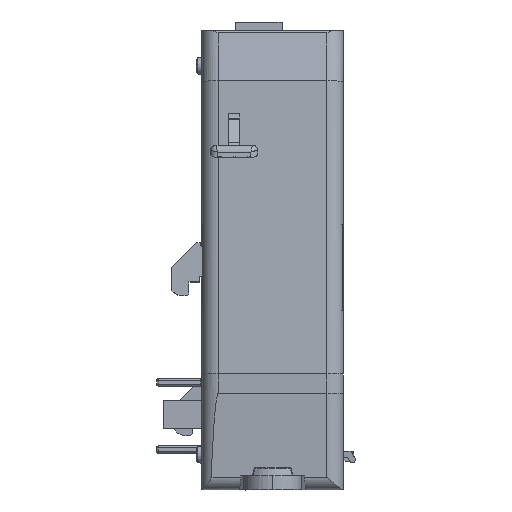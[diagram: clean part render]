
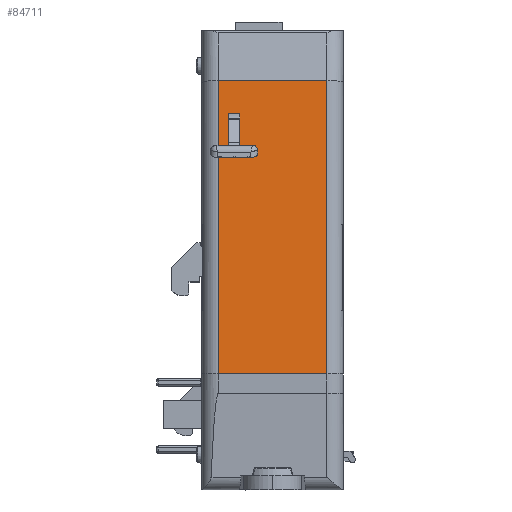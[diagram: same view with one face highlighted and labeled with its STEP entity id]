
A CAD part, front view. The second image highlights one B-rep face of the part: STEP entity #84711.
In plain terms, the highlighted planar face has unit normal (0, -0.999, 0.044).
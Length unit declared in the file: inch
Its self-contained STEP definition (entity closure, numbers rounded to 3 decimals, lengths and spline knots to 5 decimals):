
#1395 = LINE ( 'NONE', #109894, #188933 ) ;
#2026 = DIRECTION ( 'NONE',  ( 0., -0.044, -0.999 ) ) ;
#6346 = VERTEX_POINT ( 'NONE', #76417 ) ;
#10007 = CARTESIAN_POINT ( 'NONE',  ( 0.51828, -1.92586, -4.56957 ) ) ;
#11168 = ORIENTED_EDGE ( 'NONE', *, *, #151663, .F. ) ;
#11755 = FACE_BOUND ( 'NONE', #77014, .T. ) ;
#15706 = DIRECTION ( 'NONE',  ( -1., 0., 0. ) ) ;
#16619 = PLANE ( 'NONE',  #167313 ) ;
#20821 = VECTOR ( 'NONE', #82745, 39.37008 ) ;
#24783 = VECTOR ( 'NONE', #140021, 39.37008 ) ;
#25969 = CARTESIAN_POINT ( 'NONE',  ( -0.09629, -1.92586, -4.56957 ) ) ;
#29522 = ORIENTED_EDGE ( 'NONE', *, *, #106915, .F. ) ;
#30609 = CARTESIAN_POINT ( 'NONE',  ( -0.24746, -1.82827, -2.33452 ) ) ;
#33414 = CARTESIAN_POINT ( 'NONE',  ( 0.51828, -1.73772, -0.26054 ) ) ;
#37469 = CARTESIAN_POINT ( 'NONE',  ( -0.17505, -1.74776, -0.49051 ) ) ;
#41025 = DIRECTION ( 'NONE',  ( 0., 0.044, 0.999 ) ) ;
#45814 = ORIENTED_EDGE ( 'NONE', *, *, #78876, .T. ) ;
#46871 = LINE ( 'NONE', #106151, #123161 ) ;
#51186 = CARTESIAN_POINT ( 'NONE',  ( -0.13567, -1.74776, -0.49051 ) ) ;
#60842 = CARTESIAN_POINT ( 'NONE',  ( -0.24746, -1.73772, -0.26054 ) ) ;
#62763 = EDGE_CURVE ( 'NONE', #103596, #116023, #66653, .T. ) ;
#66653 = LINE ( 'NONE', #30609, #24783 ) ;
#66725 = VECTOR ( 'NONE', #151291, 39.37008 ) ;
#76417 = CARTESIAN_POINT ( 'NONE',  ( -0.17505, -1.75976, -0.76539 ) ) ;
#76573 = LINE ( 'NONE', #25969, #66725 ) ;
#77014 = EDGE_LOOP ( 'NONE', ( #29522, #120483, #11168, #45814 ) ) ;
#78876 = EDGE_CURVE ( 'NONE', #6346, #115993, #146006, .T. ) ;
#80912 = CARTESIAN_POINT ( 'NONE',  ( 0.51828, -1.82827, -2.33452 ) ) ;
#82533 = CARTESIAN_POINT ( 'NONE',  ( 0.63541, -1.92586, -4.56957 ) ) ;
#82745 = DIRECTION ( 'NONE',  ( -1., 0., 0. ) ) ;
#84711 = ADVANCED_FACE ( 'NONE', ( #194299, #11755 ), #16619, .T. ) ;
#97904 = VERTEX_POINT ( 'NONE', #151480 ) ;
#98339 = DIRECTION ( 'NONE',  ( 0., 0.044, 0.999 ) ) ;
#103267 = VERTEX_POINT ( 'NONE', #80912 ) ;
#103596 = VERTEX_POINT ( 'NONE', #60842 ) ;
#106151 = CARTESIAN_POINT ( 'NONE',  ( 0.63541, -1.75976, -0.76539 ) ) ;
#106828 = LINE ( 'NONE', #51186, #20821 ) ;
#106915 = EDGE_CURVE ( 'NONE', #97904, #115993, #106828, .T. ) ;
#109893 = EDGE_CURVE ( 'NONE', #103267, #158191, #204632, .T. ) ;
#109894 = CARTESIAN_POINT ( 'NONE',  ( 0.63541, -1.73772, -0.26054 ) ) ;
#114165 = DIRECTION ( 'NONE',  ( 0., -0.999, 0.044 ) ) ;
#115017 = EDGE_CURVE ( 'NONE', #103267, #116023, #176386, .T. ) ;
#115993 = VERTEX_POINT ( 'NONE', #37469 ) ;
#116023 = VERTEX_POINT ( 'NONE', #197355 ) ;
#116482 = VERTEX_POINT ( 'NONE', #128278 ) ;
#119033 = DIRECTION ( 'NONE',  ( -1., 0., 0. ) ) ;
#120483 = ORIENTED_EDGE ( 'NONE', *, *, #134300, .T. ) ;
#123161 = VECTOR ( 'NONE', #153057, 39.37008 ) ;
#128278 = CARTESIAN_POINT ( 'NONE',  ( -0.09629, -1.75976, -0.76539 ) ) ;
#134300 = EDGE_CURVE ( 'NONE', #97904, #116482, #76573, .T. ) ;
#140021 = DIRECTION ( 'NONE',  ( 0., -0.044, -0.999 ) ) ;
#146006 = LINE ( 'NONE', #161807, #150995 ) ;
#146719 = EDGE_CURVE ( 'NONE', #158191, #103596, #1395, .T. ) ;
#150995 = VECTOR ( 'NONE', #98339, 39.37008 ) ;
#151291 = DIRECTION ( 'NONE',  ( 0., -0.044, -0.999 ) ) ;
#151480 = CARTESIAN_POINT ( 'NONE',  ( -0.09629, -1.74776, -0.49051 ) ) ;
#151663 = EDGE_CURVE ( 'NONE', #6346, #116482, #46871, .T. ) ;
#153057 = DIRECTION ( 'NONE',  ( 1., 0., 0. ) ) ;
#158191 = VERTEX_POINT ( 'NONE', #33414 ) ;
#161807 = CARTESIAN_POINT ( 'NONE',  ( -0.17505, -1.92586, -4.56957 ) ) ;
#167313 = AXIS2_PLACEMENT_3D ( 'NONE', #82533, #114165, #2026 ) ;
#167506 = VECTOR ( 'NONE', #41025, 39.37008 ) ;
#175565 = ORIENTED_EDGE ( 'NONE', *, *, #146719, .T. ) ;
#176061 = ORIENTED_EDGE ( 'NONE', *, *, #62763, .T. ) ;
#176386 = LINE ( 'NONE', #183295, #203515 ) ;
#183295 = CARTESIAN_POINT ( 'NONE',  ( 0.63541, -1.82827, -2.33452 ) ) ;
#185120 = ORIENTED_EDGE ( 'NONE', *, *, #109893, .T. ) ;
#188933 = VECTOR ( 'NONE', #15706, 39.37008 ) ;
#194299 = FACE_OUTER_BOUND ( 'NONE', #199535, .T. ) ;
#196520 = ORIENTED_EDGE ( 'NONE', *, *, #115017, .F. ) ;
#197355 = CARTESIAN_POINT ( 'NONE',  ( -0.24746, -1.82827, -2.33452 ) ) ;
#199535 = EDGE_LOOP ( 'NONE', ( #196520, #185120, #175565, #176061 ) ) ;
#203515 = VECTOR ( 'NONE', #119033, 39.37008 ) ;
#204632 = LINE ( 'NONE', #10007, #167506 ) ;
